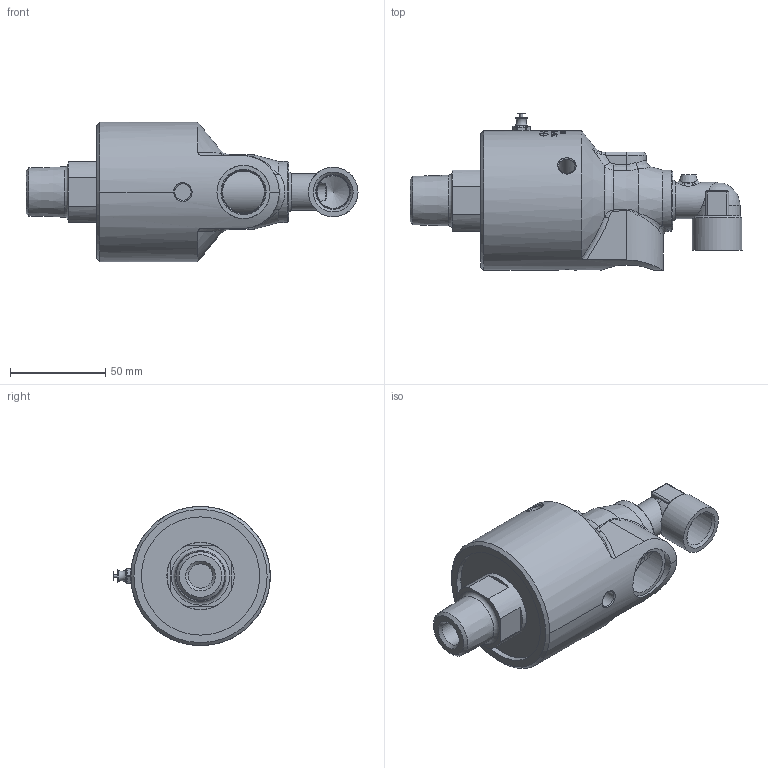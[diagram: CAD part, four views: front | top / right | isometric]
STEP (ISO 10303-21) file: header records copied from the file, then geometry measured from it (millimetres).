
FILE_DESCRIPTION(/* description */ (''),/* implementation_level */ '2;1');
FILE_NAME(/* name */ '257-000-020043.stp',/* time_stamp */ '2020-05-17T12:49:40-05:00',/* author */ ('Moorera'),/* organization */ (''),/* preprocessor_version */ 'ST-DEVELOPER v18.1',/* originating_system */ 'Autodesk Inventor 2020',/* authorisation */ '');
FILE_SCHEMA (('AUTOMOTIVE_DESIGN { 1 0 10303 214 3 1 1 }'));
Products named in the file (1): 257-000-020043
Bounding box: 174 x 81.97 x 73 mm (x, y, z)
Volume: 331923.8 mm3; surface area: 41501.2 mm2
Topology: 1 solids, 1 shells, 714 faces, 1909 edges, 1241 vertices
Faces by surface type: bspline 356, plane 208, cylinder 111, cone 23, sphere 9, torus 7
Full cylindrical faces by diameter (mm): 1.5 x1, 5.359 x1, 8.6 x3, 10 x1, 12.7 x1, 17 x1, 17.475 x1, 19 x1, 22 x1, 22.631 x1, 26 x1, 27.8 x1, 32 x1, 35.3 x1, 62 x1
Entity records: 95685 total; most frequent: CARTESIAN_POINT 78989, ORIENTED_EDGE 3796, DIRECTION 2513, EDGE_CURVE 1898, VERTEX_POINT 1241, AXIS2_PLACEMENT_3D 898, EDGE_LOOP 773, LINE 717
